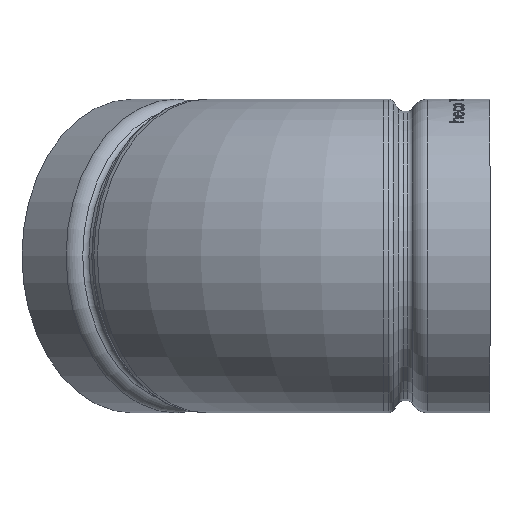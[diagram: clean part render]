
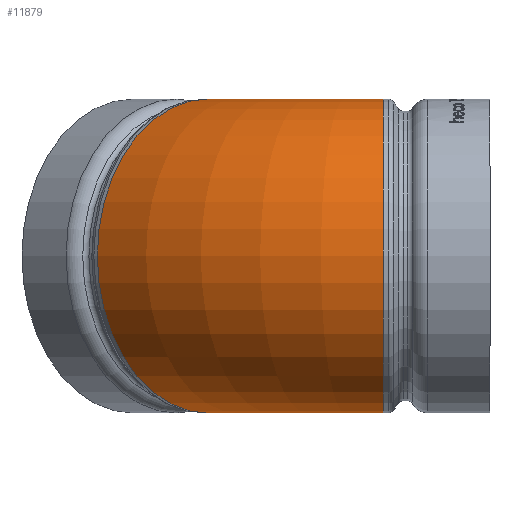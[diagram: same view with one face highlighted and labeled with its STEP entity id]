
A CAD part, left-side view. The second image highlights one B-rep face of the part: STEP entity #11879.
In plain terms, the highlighted toroidal (fillet/blend) face has major radius 60.142 mm and minor radius 38.1 mm.
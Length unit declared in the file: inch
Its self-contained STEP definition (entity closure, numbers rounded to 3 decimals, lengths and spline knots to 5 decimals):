
#40 = FACE_OUTER_BOUND ( 'NONE', #12234, .T. ) ;
#2962 = AXIS2_PLACEMENT_3D ( 'NONE', #8807, #8593, #8730 ) ;
#3883 = CIRCLE ( 'NONE', #7268, 1.5 ) ;
#4979 = DIRECTION ( 'NONE',  ( 0., -1., 0. ) ) ;
#5051 = DIRECTION ( 'NONE',  ( 0., 0., -1. ) ) ;
#5484 = CARTESIAN_POINT ( 'NONE',  ( 0.69351, 0.69351, -1.5 ) ) ;
#5593 = ORIENTED_EDGE ( 'NONE', *, *, #19905, .F. ) ;
#6931 = DIRECTION ( 'NONE',  ( 0., 0., -1. ) ) ;
#7268 = AXIS2_PLACEMENT_3D ( 'NONE', #13426, #4979, #5051 ) ;
#7395 = TOROIDAL_SURFACE ( 'NONE', #2962, 2.3678, 1.5 ) ;
#8314 = VERTEX_POINT ( 'NONE', #17032 ) ;
#8593 = DIRECTION ( 'NONE',  ( 0., 0., 1. ) ) ;
#8730 = DIRECTION ( 'NONE',  ( 0.707, 0.707, 0. ) ) ;
#8807 = CARTESIAN_POINT ( 'NONE',  ( 2.3678, -0.98078, 0. ) ) ;
#11879 = ADVANCED_FACE ( 'NONE', ( #40, #14822 ), #7395, .T. ) ;
#12234 = EDGE_LOOP ( 'NONE', ( #5593 ) ) ;
#13426 = CARTESIAN_POINT ( 'NONE',  ( 0., -0.98078, 0. ) ) ;
#14284 = EDGE_LOOP ( 'NONE', ( #16982 ) ) ;
#14822 = FACE_OUTER_BOUND ( 'NONE', #14284, .T. ) ;
#14949 = VERTEX_POINT ( 'NONE', #5484 ) ;
#15853 = CIRCLE ( 'NONE', #16912, 1.5 ) ;
#16912 = AXIS2_PLACEMENT_3D ( 'NONE', #17295, #19056, #6931 ) ;
#16959 = EDGE_CURVE ( 'NONE', #14949, #14949, #15853, .T. ) ;
#16982 = ORIENTED_EDGE ( 'NONE', *, *, #16959, .F. ) ;
#17032 = CARTESIAN_POINT ( 'NONE',  ( 0., -0.98078, -1.5 ) ) ;
#17295 = CARTESIAN_POINT ( 'NONE',  ( 0.69351, 0.69351, 0. ) ) ;
#19056 = DIRECTION ( 'NONE',  ( 0.707, 0.707, 0. ) ) ;
#19905 = EDGE_CURVE ( 'NONE', #8314, #8314, #3883, .T. ) ;
